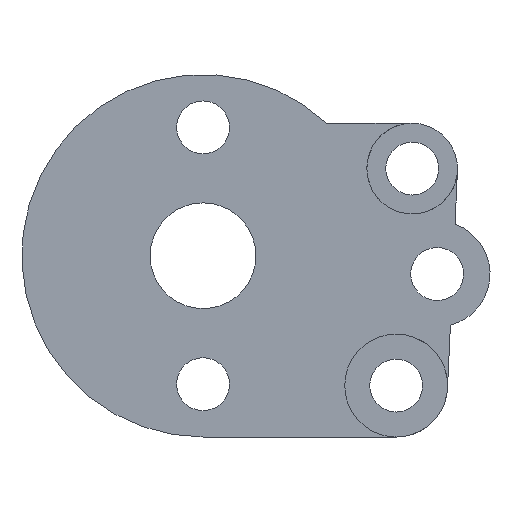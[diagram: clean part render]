
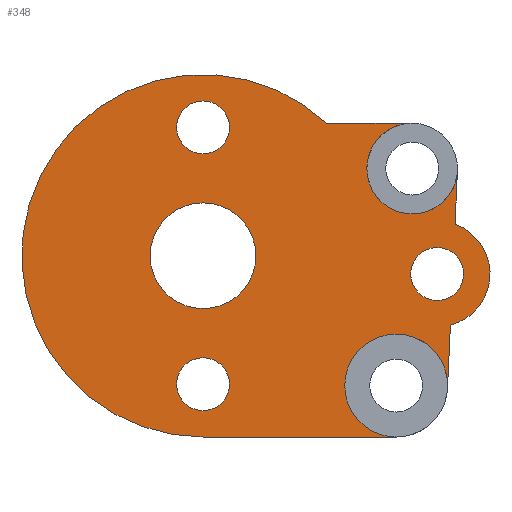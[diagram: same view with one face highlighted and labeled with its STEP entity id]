
A CAD part, left-side view. The second image highlights one B-rep face of the part: STEP entity #348.
In plain terms, the highlighted planar face has unit normal (-1, 0, 0).
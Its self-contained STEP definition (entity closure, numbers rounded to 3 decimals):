
#32=FACE_BOUND('',#70,.T.);
#33=FACE_BOUND('',#71,.T.);
#34=FACE_BOUND('',#72,.T.);
#35=FACE_BOUND('',#73,.T.);
#44=FACE_OUTER_BOUND('',#69,.T.);
#69=EDGE_LOOP('',(#274,#275,#276,#277,#278,#279,#280,#281,#282));
#70=EDGE_LOOP('',(#283));
#71=EDGE_LOOP('',(#284));
#72=EDGE_LOOP('',(#285));
#73=EDGE_LOOP('',(#286));
#92=LINE('',#569,#116);
#95=LINE('',#574,#119);
#97=LINE('',#586,#121);
#98=LINE('',#590,#122);
#116=VECTOR('',#458,10.);
#119=VECTOR('',#463,10.);
#121=VECTOR('',#477,10.);
#122=VECTOR('',#480,10.);
#144=CIRCLE('',#386,1.75);
#145=CIRCLE('',#388,3.5);
#148=CIRCLE('',#396,3.);
#149=CIRCLE('',#397,12.);
#150=CIRCLE('',#398,3.405);
#151=CIRCLE('',#399,3.405);
#152=CIRCLE('',#400,1.75);
#153=CIRCLE('',#401,1.75);
#154=CIRCLE('',#402,3.5);
#172=VERTEX_POINT('',#558);
#173=VERTEX_POINT('',#562);
#174=VERTEX_POINT('',#563);
#175=VERTEX_POINT('',#568);
#176=VERTEX_POINT('',#572);
#179=VERTEX_POINT('',#583);
#180=VERTEX_POINT('',#585);
#181=VERTEX_POINT('',#587);
#182=VERTEX_POINT('',#589);
#183=VERTEX_POINT('',#591);
#184=VERTEX_POINT('',#594);
#185=VERTEX_POINT('',#596);
#186=VERTEX_POINT('',#598);
#205=EDGE_CURVE('',#172,#172,#144,.T.);
#206=EDGE_CURVE('',#173,#174,#145,.T.);
#209=EDGE_CURVE('',#175,#173,#92,.T.);
#212=EDGE_CURVE('',#174,#176,#95,.T.);
#216=EDGE_CURVE('',#176,#179,#148,.T.);
#217=EDGE_CURVE('',#179,#180,#97,.T.);
#218=EDGE_CURVE('',#180,#181,#149,.T.);
#219=EDGE_CURVE('',#181,#182,#98,.T.);
#220=EDGE_CURVE('',#182,#183,#150,.T.);
#221=EDGE_CURVE('',#183,#175,#151,.T.);
#222=EDGE_CURVE('',#184,#184,#152,.T.);
#223=EDGE_CURVE('',#185,#185,#153,.T.);
#224=EDGE_CURVE('',#186,#186,#154,.T.);
#274=ORIENTED_EDGE('',*,*,#212,.T.);
#275=ORIENTED_EDGE('',*,*,#216,.T.);
#276=ORIENTED_EDGE('',*,*,#217,.T.);
#277=ORIENTED_EDGE('',*,*,#218,.T.);
#278=ORIENTED_EDGE('',*,*,#219,.T.);
#279=ORIENTED_EDGE('',*,*,#220,.T.);
#280=ORIENTED_EDGE('',*,*,#221,.T.);
#281=ORIENTED_EDGE('',*,*,#209,.T.);
#282=ORIENTED_EDGE('',*,*,#206,.T.);
#283=ORIENTED_EDGE('',*,*,#205,.F.);
#284=ORIENTED_EDGE('',*,*,#222,.T.);
#285=ORIENTED_EDGE('',*,*,#223,.T.);
#286=ORIENTED_EDGE('',*,*,#224,.T.);
#337=PLANE('',#395);
#348=ADVANCED_FACE('',(#44,#32,#33,#34,#35),#337,.F.);
#386=AXIS2_PLACEMENT_3D('',#560,#448,#449);
#388=AXIS2_PLACEMENT_3D('',#564,#452,#453);
#395=AXIS2_PLACEMENT_3D('',#582,#473,#474);
#396=AXIS2_PLACEMENT_3D('',#584,#475,#476);
#397=AXIS2_PLACEMENT_3D('',#588,#478,#479);
#398=AXIS2_PLACEMENT_3D('',#592,#481,#482);
#399=AXIS2_PLACEMENT_3D('',#593,#483,#484);
#400=AXIS2_PLACEMENT_3D('',#595,#485,#486);
#401=AXIS2_PLACEMENT_3D('',#597,#487,#488);
#402=AXIS2_PLACEMENT_3D('',#599,#489,#490);
#448=DIRECTION('center_axis',(-1.,0.,0.));
#449=DIRECTION('ref_axis',(0.,-0.55,-0.835));
#452=DIRECTION('center_axis',(-1.,0.,0.));
#453=DIRECTION('ref_axis',(0.,-0.25,-0.968));
#458=DIRECTION('',(0.,-0.046,0.999));
#463=DIRECTION('',(0.,-0.046,0.999));
#473=DIRECTION('center_axis',(1.,0.,0.));
#474=DIRECTION('ref_axis',(0.,1.,0.));
#475=DIRECTION('center_axis',(1.,0.,0.));
#476=DIRECTION('ref_axis',(0.,1.,0.));
#477=DIRECTION('',(0.,1.,0.));
#478=DIRECTION('center_axis',(-1.,0.,0.));
#479=DIRECTION('ref_axis',(0.,1.,0.));
#480=DIRECTION('',(0.,-1.,0.));
#481=DIRECTION('center_axis',(1.,0.,0.));
#482=DIRECTION('ref_axis',(0.,0.,-1.));
#483=DIRECTION('center_axis',(1.,0.,0.));
#484=DIRECTION('ref_axis',(0.,0.,-1.));
#485=DIRECTION('center_axis',(1.,0.,0.));
#486=DIRECTION('ref_axis',(0.,1.,0.));
#487=DIRECTION('center_axis',(1.,0.,0.));
#488=DIRECTION('ref_axis',(0.,1.,0.));
#489=DIRECTION('center_axis',(1.,0.,0.));
#490=DIRECTION('ref_axis',(0.,1.,0.));
#558=CARTESIAN_POINT('',(-14.75,-61.537,15.251));
#560=CARTESIAN_POINT('Origin',(-14.75,-62.5,13.79));
#562=CARTESIAN_POINT('',(-14.75,-63.375,10.402));
#563=CARTESIAN_POINT('',(-14.75,-63.68,17.085));
#564=CARTESIAN_POINT('Origin',(-14.75,-62.5,13.79));
#568=CARTESIAN_POINT('',(-14.75,-63.186,6.25));
#569=CARTESIAN_POINT('',(-14.75,-63.402,10.986));
#572=CARTESIAN_POINT('',(-14.75,-63.842,20.634));
#574=CARTESIAN_POINT('',(-14.75,-63.402,10.986));
#582=CARTESIAN_POINT('Origin',(-14.75,-47.,15.));
#583=CARTESIAN_POINT('',(-14.75,-60.845,23.771));
#584=CARTESIAN_POINT('Origin',(-14.75,-60.845,20.771));
#585=CARTESIAN_POINT('',(-14.75,-55.19,23.771));
#586=CARTESIAN_POINT('',(-14.75,-60.845,23.771));
#587=CARTESIAN_POINT('',(-14.75,-47.,3.));
#588=CARTESIAN_POINT('Origin',(-14.75,-47.,15.));
#589=CARTESIAN_POINT('',(-14.75,-59.784,3.));
#590=CARTESIAN_POINT('',(-14.75,-64.5,3.));
#591=CARTESIAN_POINT('',(-14.75,-59.784,9.81));
#592=CARTESIAN_POINT('Origin',(-14.75,-59.784,6.405));
#593=CARTESIAN_POINT('Origin',(-14.75,-59.784,6.405));
#594=CARTESIAN_POINT('',(-14.75,-48.75,6.5));
#595=CARTESIAN_POINT('Origin',(-14.75,-47.,6.5));
#596=CARTESIAN_POINT('',(-14.75,-48.75,23.5));
#597=CARTESIAN_POINT('Origin',(-14.75,-47.,23.5));
#598=CARTESIAN_POINT('',(-14.75,-50.5,15.));
#599=CARTESIAN_POINT('Origin',(-14.75,-47.,15.));
